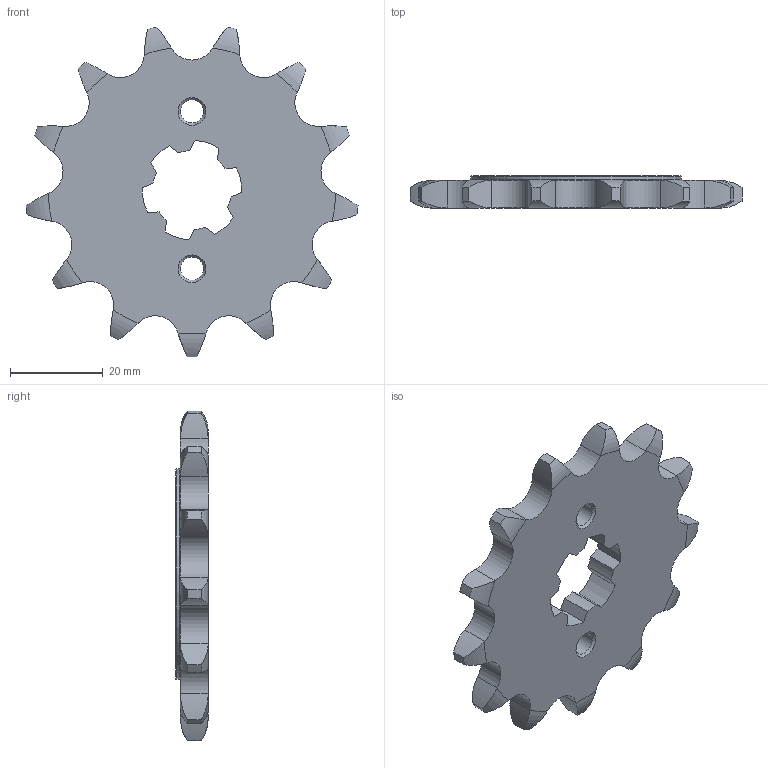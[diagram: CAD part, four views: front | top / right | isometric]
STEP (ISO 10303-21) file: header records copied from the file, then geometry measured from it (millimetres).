
FILE_DESCRIPTION(/* description */ ('CAx-IF Rec.Pracs.---Representation and Presentation of Product Manufacturing Information (PMI)---4.0---2014-10-13','CAx-IF Rec.Pracs.---3D Tessellated Geometry---0.4---2014-09-14','2;1'),/* implementation_level */ '2;1');
FILE_NAME(/* name */ 'M_Sprocket_S',/* time_stamp */ '2024-04-10T09:55:53+02:00',/* author */ ('Philippe COLBACH'),/* organization */ ('ETH Zurich'),/* preprocessor_version */ 'ST-DEVELOPER v18.1',/* originating_system */ 'SIEMENS PLM Software NX 1988',/* authorisation */ $);
FILE_SCHEMA (('PROCESS_PLANNING_SCHEMA','AP242_MANAGED_MODEL_BASED_3D_ENGINEERING_MIM_LF { 1 0 10303 442 3 1 4 }'));
Length unit declared in the file: millimetre
Products named in the file (1): M_Sprocket_S
Bounding box: 71.69 x 7 x 71.18 mm (x, y, z)
Volume: 17321.4 mm3; surface area: 7947.3 mm2
Topology: 1 solids, 1 shells, 114 faces, 331 edges, 220 vertices
Faces by surface type: cylinder 67, torus 28, plane 15, cone 4
Full cylindrical faces by diameter (mm): 5 x2, 45.5 x1
Entity records: 4008 total; most frequent: CARTESIAN_POINT 855, DIRECTION 694, ORIENTED_EDGE 636, EDGE_CURVE 318, AXIS2_PLACEMENT_3D 297, VERTEX_POINT 216, CIRCLE 166, EDGE_LOOP 130
